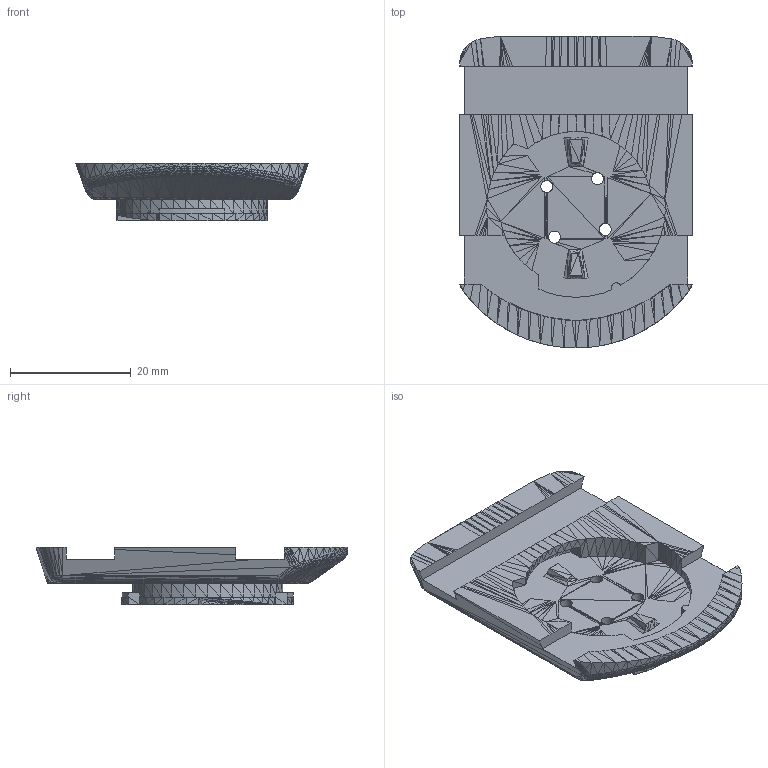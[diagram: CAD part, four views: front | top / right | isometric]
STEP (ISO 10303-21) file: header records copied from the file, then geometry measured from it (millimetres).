
FILE_DESCRIPTION (( 'STEP AP214' ), '1' );
FILE_NAME ('repair_mount_assy.STEP', '2021-11-17T10:15:51', ( '' ), ( '' ), 'SwSTEP 2.0', 'SolidWorks 2010', '' );
FILE_SCHEMA (( 'AUTOMOTIVE_DESIGN' ));
Length unit declared in the file: millimetre
Products named in the file (1): repair_mount_assy
Bounding box: 38.5 x 51.61 x 9.5 mm (x, y, z)
Volume: 8141.3 mm3; surface area: 6390 mm2
Topology: 2 solids, 2 shells, 2294 faces, 4162 edges, 1867 vertices
Faces by surface type: plane 2254, cylinder 40
Entity records: 57843 total; most frequent: DIRECTION 8981, CARTESIAN_POINT 8393, ORIENTED_EDGE 8324, EDGE_CURVE 4162, VECTOR 3887, LINE 3887, AXIS2_PLACEMENT_3D 2547, EDGE_LOOP 2305
